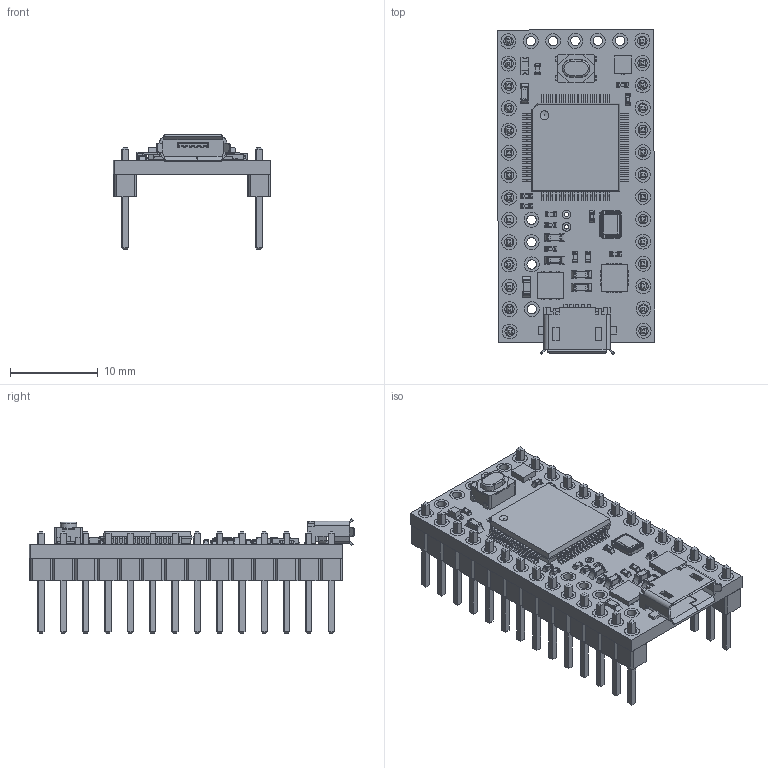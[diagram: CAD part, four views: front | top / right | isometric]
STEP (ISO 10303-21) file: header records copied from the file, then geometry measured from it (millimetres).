
FILE_DESCRIPTION(/* description */ (''),/* implementation_level */ '2;1');
FILE_NAME(/* name */ 'Teensy_3_2 - Side Pins Only.step',/* time_stamp */ '2020-08-26T11:06:44-06:00',/* author */ (''),/* organization */ (''),/* preprocessor_version */ 'ST-DEVELOPER v18.1',/* originating_system */ 'Autodesk Translation Framework v9.3.0.1241',/* authorisation */ '');
FILE_SCHEMA (('AUTOMOTIVE_DESIGN { 1 0 10303 214 3 1 1 }'));
Products named in the file (37): Teensy_3_1 - Side Pins Only; board; micro_usb (1); micro_usb_plastic (1); micro_usb_shell (1); #63797; qfp16 v2; Component21; lead; tqfp64 v1; package (1); lead (3); qfp16 v2 (1); package; lead (1); wson-6 v3; Component28; lead (2); cap0402 v2 (1); smt_led_0805 v2; crystal_dfn4 v8; Component38; Component39; Component40; Component41; cap0603_03 v3; diode_0402 v1; cap0402 v2; smt_tactile_button_2 v2; Component43; Component44; Component45; Component46; resistor_0603 v3; Headers; Pin Header 01x14 v2; Pin Header 01x14 v2 (1)
Assembly tree (116 placements, depth 3):
  Teensy_3_1 - Side Pins Only
    board
    micro_usb (1)
      #63797  x5
      micro_usb_plastic (1)
      micro_usb_shell (1)
    qfp16 v2
      Component21
      lead
    tqfp64 v1
      package (1)
      lead (3)  x64
    qfp16 v2 (1)
      package
      lead (1)
    cap0402 v2  x6
    wson-6 v3
      Component28
      lead (2)
    diode_0402 v1  x4
    cap0603_03 v3  x5
    cap0402 v2 (1)  x2
    smt_led_0805 v2
    crystal_dfn4 v8
      Component38
      Component39
      Component40
      Component41
    smt_tactile_button_2 v2
      Component43
      Component44
      Component45
      Component46
    resistor_0603 v3
    Headers
      Pin Header 01x14 v2
      Pin Header 01x14 v2 (1)
Bounding box: 17.93 x 36.98 x 13.03 mm (x, y, z)
Volume: 1739.4 mm3; surface area: 4626.7 mm2
Topology: 217 solids, 217 shells, 4085 faces, 9657 edges, 6031 vertices
Faces by surface type: plane 2479, cylinder 1124, bspline 261, sphere 212, torus 6, cone 3
Full cylindrical faces by diameter (mm): 0.5 x2, 1 x4, 1.065 x37, 1.7 x74
Entity records: 63829 total; most frequent: CARTESIAN_POINT 15504, DIRECTION 9395, ORIENTED_EDGE 9354, EDGE_CURVE 4677, LINE 3721, VECTOR 3721, VERTEX_POINT 2945, AXIS2_PLACEMENT_3D 2837
